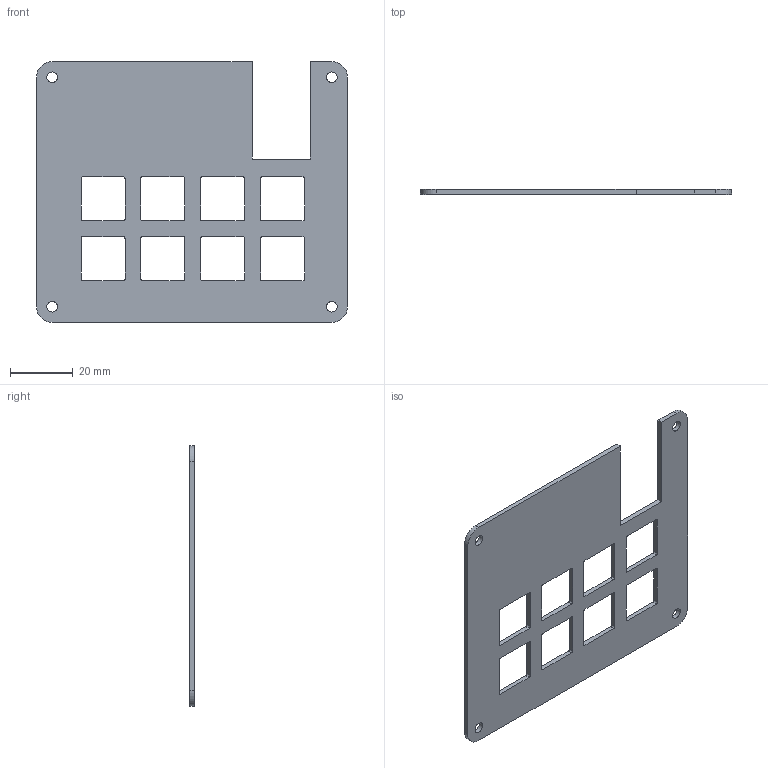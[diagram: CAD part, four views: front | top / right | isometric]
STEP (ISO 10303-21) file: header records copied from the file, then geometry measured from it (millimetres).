
FILE_DESCRIPTION(/* description */ (''),/* implementation_level */ '2;1');
FILE_NAME(/* name */ '0c06d0ef-dab2-457d-b88f-a6be279bd6a0.stp',/* time_stamp */ '2025-12-26T22:26:32Z',/* author */ (''),/* organization */ (''),/* preprocessor_version */ 'ST-DEVELOPER v20.1',/* originating_system */ 'Autodesk Translation Framework v14.24.0.0',/* authorisation */ '');
FILE_SCHEMA (('AUTOMOTIVE_DESIGN { 1 0 10303 214 3 1 1 }'));
Length unit declared in the file: millimetre
Products named in the file (1): 2025-12-26-20-33-00-118
Bounding box: 99 x 1.5 x 83 mm (x, y, z)
Volume: 9029.2 mm3; surface area: 13390.8 mm2
Topology: 1 solids, 1 shells, 82 faces, 240 edges, 160 vertices
Faces by surface type: plane 42, cylinder 40
Full cylindrical faces by diameter (mm): 3.4 x4
Entity records: 2825 total; most frequent: DIRECTION 486, CARTESIAN_POINT 483, ORIENTED_EDGE 480, EDGE_CURVE 240, AXIS2_PLACEMENT_3D 163, LINE 160, VECTOR 160, VERTEX_POINT 160
